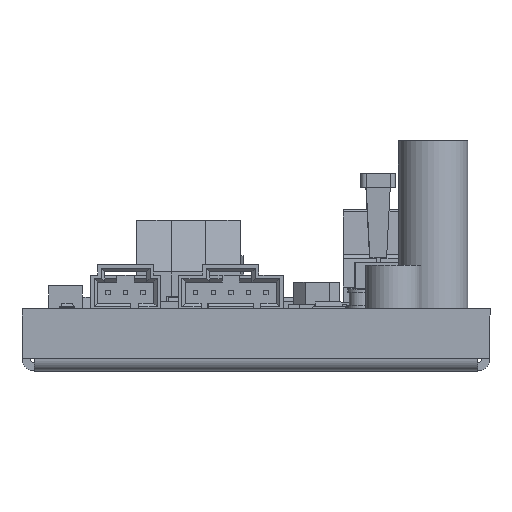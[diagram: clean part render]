
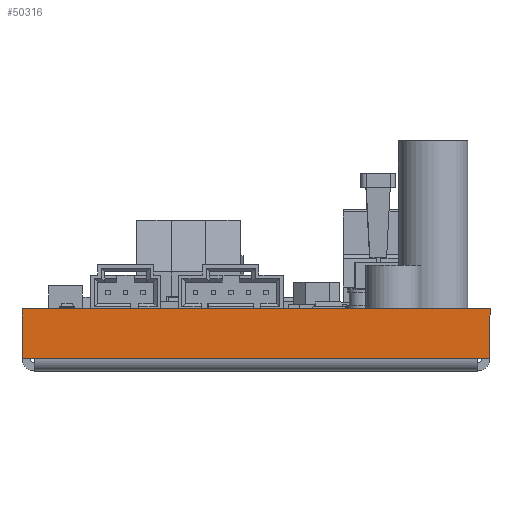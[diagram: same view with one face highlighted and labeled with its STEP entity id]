
A CAD part, front view. The second image highlights one B-rep face of the part: STEP entity #50316.
In plain terms, the highlighted planar face has unit normal (0, -1, 0).
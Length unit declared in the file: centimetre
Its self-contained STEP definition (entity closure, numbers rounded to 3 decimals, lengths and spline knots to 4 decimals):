
#27357=VERTEX_POINT('',#61838);
#27359=VERTEX_POINT('',#61842);
#27361=VERTEX_POINT('',#61848);
#27370=VERTEX_POINT('',#61873);
#27372=VERTEX_POINT('',#61876);
#27375=VERTEX_POINT('',#61884);
#29766=VECTOR('',#54475,1.);
#29768=VECTOR('',#54478,1.);
#29779=VECTOR('',#54497,1.);
#29784=VECTOR('',#54503,1.);
#29821=VECTOR('',#54585,1.);
#29822=VECTOR('',#54586,1.);
#32878=LINE('',#61843,#29766);
#32880=LINE('',#61847,#29768);
#32891=LINE('',#61875,#29779);
#32896=LINE('',#61885,#29784);
#32933=LINE('',#61991,#29821);
#32934=LINE('',#61992,#29822);
#35990=EDGE_CURVE('',#27359,#27357,#32878,.T.);
#35992=EDGE_CURVE('',#27357,#27361,#32880,.T.);
#36005=EDGE_CURVE('',#27372,#27370,#32891,.T.);
#36010=EDGE_CURVE('',#27375,#27370,#32896,.T.);
#36059=EDGE_CURVE('',#27372,#27359,#32933,.T.);
#36060=EDGE_CURVE('',#27375,#27361,#32934,.T.);
#39775=ORIENTED_EDGE('',*,*,#36059,.F.);
#39776=ORIENTED_EDGE('',*,*,#36005,.T.);
#39777=ORIENTED_EDGE('',*,*,#36010,.F.);
#39778=ORIENTED_EDGE('',*,*,#36060,.T.);
#39779=ORIENTED_EDGE('',*,*,#35992,.F.);
#39780=ORIENTED_EDGE('',*,*,#35990,.F.);
#47126=EDGE_LOOP('',(#39775,#39776,#39777,#39778,#39779,#39780));
#48723=FACE_BOUND('',#47126,.T.);
#50316=ADVANCED_FACE('',(#48723),#71699,.F.);
#51790=AXIS2_PLACEMENT_3D('',#61990,#54584,$);
#54475=DIRECTION('',(-1.,0.,0.));
#54478=DIRECTION('',(0.,0.,1.));
#54497=DIRECTION('',(1.,0.,0.));
#54503=DIRECTION('',(0.,0.,-1.));
#54584=DIRECTION('',(0.,1.,0.));
#54585=DIRECTION('',(-1.,0.,0.));
#54586=DIRECTION('',(-1.,0.,0.));
#61838=CARTESIAN_POINT('',(-3.3931,-4.0281,0.18));
#61842=CARTESIAN_POINT('',(-3.2131,-4.0281,0.18));
#61843=CARTESIAN_POINT('',(-3.2131,-4.0281,0.18));
#61847=CARTESIAN_POINT('',(-3.3931,-4.0281,0.18));
#61848=CARTESIAN_POINT('',(-3.3931,-4.0281,0.9013));
#61873=CARTESIAN_POINT('',(3.3931,-4.0281,0.18));
#61875=CARTESIAN_POINT('',(3.2131,-4.0281,0.18));
#61876=CARTESIAN_POINT('',(3.2131,-4.0281,0.18));
#61884=CARTESIAN_POINT('',(3.3931,-4.0281,0.9013));
#61885=CARTESIAN_POINT('',(3.3931,-4.0281,0.9013));
#61990=CARTESIAN_POINT('',(0.,-4.0281,0.5015));
#61991=CARTESIAN_POINT('',(0.,-4.0281,0.18));
#61992=CARTESIAN_POINT('',(-3.2131,-4.0281,0.9013));
#71699=PLANE('',#51790);
